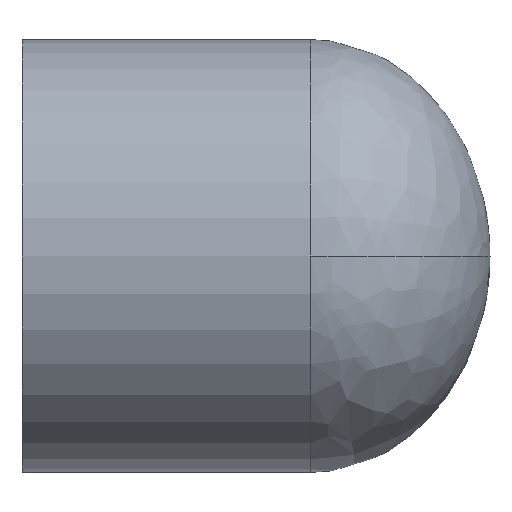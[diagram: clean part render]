
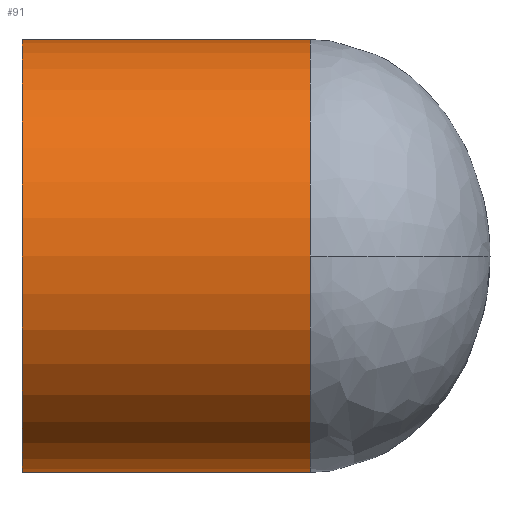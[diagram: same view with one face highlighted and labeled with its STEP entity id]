
A CAD part, front view. The second image highlights one B-rep face of the part: STEP entity #91.
In plain terms, the highlighted cylindrical face has radius 13.614 mm (diameter 27.229 mm), a full revolution.
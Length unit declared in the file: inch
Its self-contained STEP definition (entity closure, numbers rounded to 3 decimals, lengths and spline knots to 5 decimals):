
#17=FACE_BOUND('',#30,.T.);
#20=CYLINDRICAL_SURFACE('',#106,0.536);
#22=FACE_OUTER_BOUND('',#29,.T.);
#29=EDGE_LOOP('',(#69,#70));
#30=EDGE_LOOP('',(#71));
#42=CIRCLE('',#105,0.536);
#43=CIRCLE('',#107,0.536);
#44=CIRCLE('',#108,0.536);
#48=VERTEX_POINT('',#243);
#49=VERTEX_POINT('',#244);
#51=VERTEX_POINT('',#285);
#56=EDGE_CURVE('',#48,#49,#42,.T.);
#59=EDGE_CURVE('',#49,#48,#43,.F.);
#60=EDGE_CURVE('',#51,#51,#44,.T.);
#69=ORIENTED_EDGE('',*,*,#59,.T.);
#70=ORIENTED_EDGE('',*,*,#56,.T.);
#71=ORIENTED_EDGE('',*,*,#60,.T.);
#91=ADVANCED_FACE('',(#22,#17),#20,.T.);
#105=AXIS2_PLACEMENT_3D('',#245,#116,#117);
#106=AXIS2_PLACEMENT_3D('',#283,#118,#119);
#107=AXIS2_PLACEMENT_3D('',#284,#120,#121);
#108=AXIS2_PLACEMENT_3D('',#286,#122,#123);
#116=DIRECTION('center_axis',(-1.,0.,0.));
#117=DIRECTION('ref_axis',(0.,-1.,0.));
#118=DIRECTION('center_axis',(-1.,0.,0.));
#119=DIRECTION('ref_axis',(0.,0.,1.));
#120=DIRECTION('center_axis',(1.,0.,0.));
#121=DIRECTION('ref_axis',(0.,-1.,0.));
#122=DIRECTION('center_axis',(1.,0.,0.));
#123=DIRECTION('ref_axis',(0.,0.,-1.));
#243=CARTESIAN_POINT('',(0.1345,0.536,0.));
#244=CARTESIAN_POINT('',(0.1345,-0.536,0.));
#245=CARTESIAN_POINT('Origin',(0.1345,0.,0.));
#283=CARTESIAN_POINT('Origin',(-0.5795,0.,0.));
#284=CARTESIAN_POINT('Origin',(0.1345,0.,0.));
#285=CARTESIAN_POINT('',(-0.5795,0.,0.536));
#286=CARTESIAN_POINT('Origin',(-0.5795,0.,0.));
